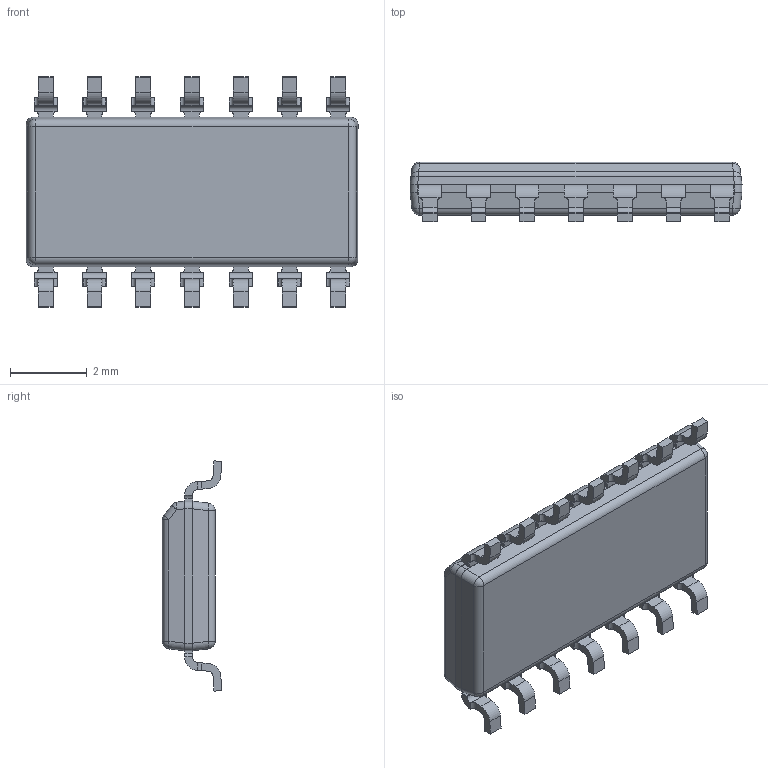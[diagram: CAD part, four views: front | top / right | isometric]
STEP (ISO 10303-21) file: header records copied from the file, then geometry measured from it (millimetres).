
FILE_DESCRIPTION (( '3D model for products with SOT108-1 package' ), '1' );
FILE_NAME ('SOT108-1.STEP', '2019-10-25T09:15:05', ( 'Packaging R&D' ), ( 'Nexperia' ), 'SwSTEP 2.0', 'SolidWorks 2019', '' );
FILE_SCHEMA (( 'AUTOMOTIVE_DESIGN' ));
Length unit declared in the file: millimetre
Products named in the file (4): SOT108-1; SOT108-1 Lead; SOT108 lower body; SOT108 upper body
Assembly tree (3 placements, depth 2):
  SOT108-1
    SOT108 lower body
    SOT108 upper body
    SOT108-1 Lead
Bounding box: 8.65 x 1.55 x 6 mm (x, y, z)
Volume: 46.7 mm3; surface area: 192.5 mm2
Topology: 16 solids, 16 shells, 444 faces, 1093 edges, 676 vertices
Faces by surface type: plane 284, cylinder 150, sphere 10
Entity records: 16861 total; most frequent: CARTESIAN_POINT 2259, DIRECTION 2257, ORIENTED_EDGE 2170, EDGE_CURVE 1085, LINE 781, VECTOR 781, AXIS2_PLACEMENT_3D 738, VERTEX_POINT 676
